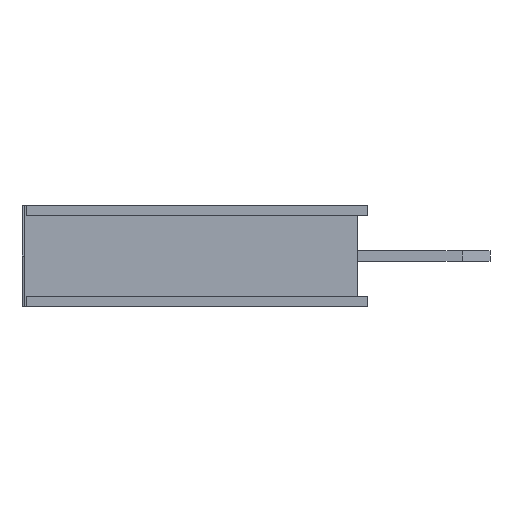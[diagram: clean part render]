
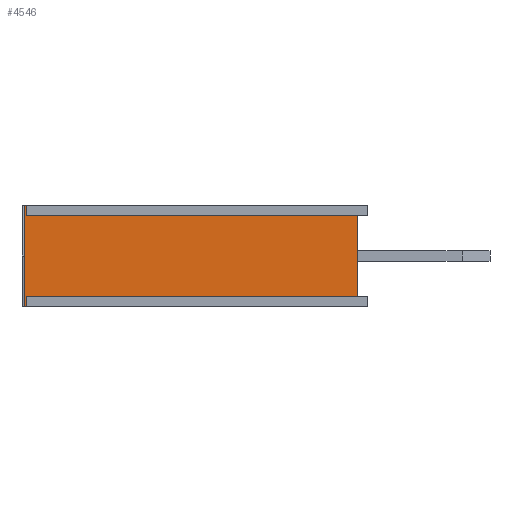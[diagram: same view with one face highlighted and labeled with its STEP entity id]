
A CAD part, left-side view. The second image highlights one B-rep face of the part: STEP entity #4546.
In plain terms, the highlighted planar face has unit normal (-1, 0, 0).
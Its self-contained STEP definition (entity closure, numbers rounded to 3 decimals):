
#166=FACE_OUTER_BOUND('',#424,.T.);
#424=EDGE_LOOP('',(#3459,#3460,#3461,#3462,#3463,#3464,#3465,#3466));
#883=LINE('',#6781,#1523);
#884=LINE('',#6783,#1524);
#885=LINE('',#6785,#1525);
#886=LINE('',#6787,#1526);
#887=LINE('',#6789,#1527);
#888=LINE('',#6791,#1528);
#889=LINE('',#6793,#1529);
#890=LINE('',#6794,#1530);
#1523=VECTOR('',#5541,10.);
#1524=VECTOR('',#5542,10.);
#1525=VECTOR('',#5543,10.);
#1526=VECTOR('',#5544,10.);
#1527=VECTOR('',#5545,10.);
#1528=VECTOR('',#5546,10.);
#1529=VECTOR('',#5547,10.);
#1530=VECTOR('',#5548,10.);
#2051=VERTEX_POINT('',#6779);
#2052=VERTEX_POINT('',#6780);
#2053=VERTEX_POINT('',#6782);
#2054=VERTEX_POINT('',#6784);
#2055=VERTEX_POINT('',#6786);
#2056=VERTEX_POINT('',#6788);
#2057=VERTEX_POINT('',#6790);
#2058=VERTEX_POINT('',#6792);
#2571=EDGE_CURVE('',#2051,#2052,#883,.T.);
#2572=EDGE_CURVE('',#2053,#2052,#884,.T.);
#2573=EDGE_CURVE('',#2054,#2053,#885,.T.);
#2574=EDGE_CURVE('',#2055,#2054,#886,.T.);
#2575=EDGE_CURVE('',#2056,#2055,#887,.T.);
#2576=EDGE_CURVE('',#2057,#2056,#888,.T.);
#2577=EDGE_CURVE('',#2058,#2057,#889,.T.);
#2578=EDGE_CURVE('',#2051,#2058,#890,.T.);
#3459=ORIENTED_EDGE('',*,*,#2571,.T.);
#3460=ORIENTED_EDGE('',*,*,#2572,.F.);
#3461=ORIENTED_EDGE('',*,*,#2573,.F.);
#3462=ORIENTED_EDGE('',*,*,#2574,.F.);
#3463=ORIENTED_EDGE('',*,*,#2575,.F.);
#3464=ORIENTED_EDGE('',*,*,#2576,.F.);
#3465=ORIENTED_EDGE('',*,*,#2577,.F.);
#3466=ORIENTED_EDGE('',*,*,#2578,.F.);
#4291=PLANE('',#4822);
#4546=ADVANCED_FACE('',(#166),#4291,.F.);
#4822=AXIS2_PLACEMENT_3D('',#6778,#5539,#5540);
#5539=DIRECTION('center_axis',(1.,0.,0.));
#5540=DIRECTION('ref_axis',(0.,0.,-1.));
#5541=DIRECTION('',(0.,0.,1.));
#5542=DIRECTION('',(0.,-1.,0.));
#5543=DIRECTION('',(0.,0.,-1.));
#5544=DIRECTION('',(0.,-1.,0.));
#5545=DIRECTION('',(0.,0.,1.));
#5546=DIRECTION('',(0.,1.,0.));
#5547=DIRECTION('',(0.,0.,-1.));
#5548=DIRECTION('',(0.,1.,0.));
#6778=CARTESIAN_POINT('Origin',(-0.02,0.,2.5));
#6779=CARTESIAN_POINT('',(-0.02,0.25,0.25));
#6780=CARTESIAN_POINT('',(-0.02,0.25,2.25));
#6781=CARTESIAN_POINT('',(-0.02,0.25,1.875));
#6782=CARTESIAN_POINT('',(-0.02,8.4,2.25));
#6783=CARTESIAN_POINT('',(-0.02,4.25,2.25));
#6784=CARTESIAN_POINT('',(-0.02,8.4,2.5));
#6785=CARTESIAN_POINT('',(-0.02,8.4,2.5));
#6786=CARTESIAN_POINT('',(-0.02,8.45,2.5));
#6787=CARTESIAN_POINT('',(-0.02,0.,2.5));
#6788=CARTESIAN_POINT('',(-0.02,8.45,0.));
#6789=CARTESIAN_POINT('',(-0.02,8.45,1.25));
#6790=CARTESIAN_POINT('',(-0.02,8.4,0.));
#6791=CARTESIAN_POINT('',(-0.02,0.,0.));
#6792=CARTESIAN_POINT('',(-0.02,8.4,0.25));
#6793=CARTESIAN_POINT('',(-0.02,8.4,2.5));
#6794=CARTESIAN_POINT('',(-0.02,0.,0.25));
